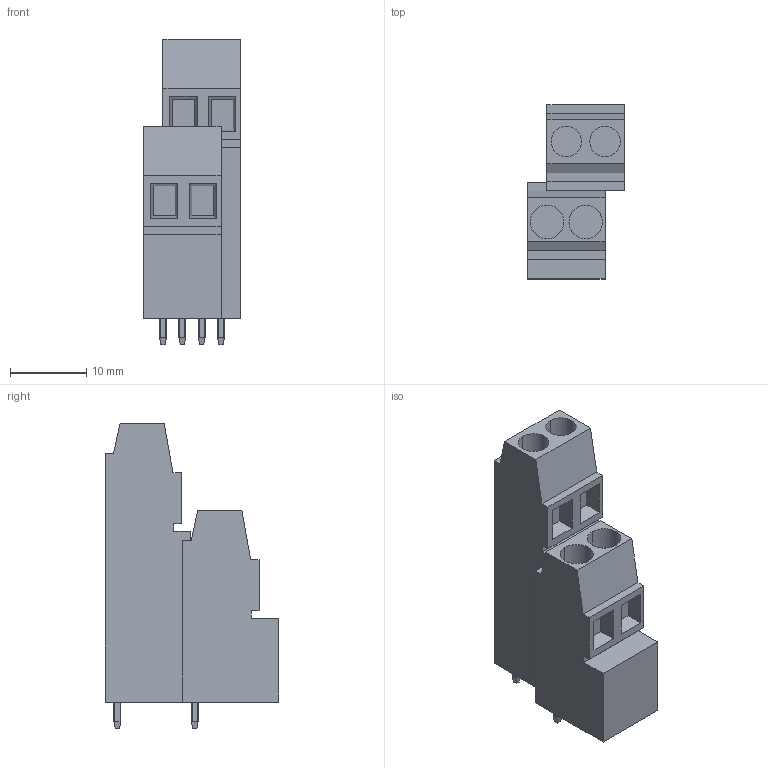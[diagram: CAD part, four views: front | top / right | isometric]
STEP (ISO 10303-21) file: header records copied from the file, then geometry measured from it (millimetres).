
FILE_DESCRIPTION(('CATIA V5 STEP Exchange','CAx-IF Rec.Pracs.--- Model Styling and Organization---1.2---2011-12-15'),'2;1');
FILE_NAME ('D1455722_0_1769240000_1769240000.stp','2018-09-07T15:08:35+00:00',('none'),('Weidmueller'),'CATIA Version 5-6 Release 2014','CATIA V5 STEP AP214','none');
FILE_SCHEMA(('AUTOMOTIVE_DESIGN { 1 0 10303 214 1 1 1 1 }'));
Length unit declared in the file: millimetre
Products named in the file (1): 1769240000
Bounding box: 12.7 x 22.8 x 40.1 mm (x, y, z)
Volume: 6046.7 mm3; surface area: 2946.8 mm2
Topology: 5 solids, 5 shells, 115 faces, 291 edges, 194 vertices
Faces by surface type: plane 107, cylinder 8
Entity records: 3313 total; most frequent: CARTESIAN_POINT 620, ORIENTED_EDGE 582, DIRECTION 463, EDGE_CURVE 291, VECTOR 243, LINE 243, VERTEX_POINT 194, EDGE_LOOP 123
